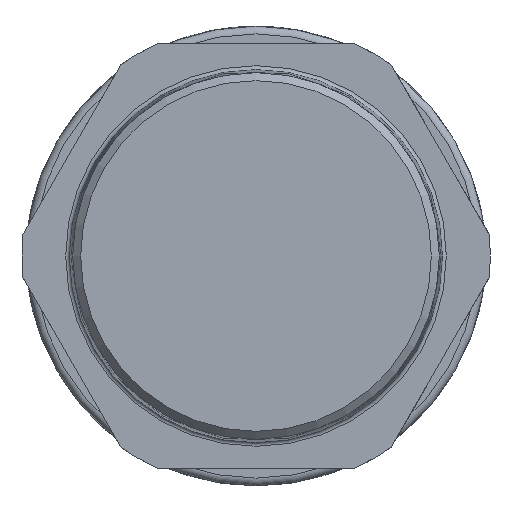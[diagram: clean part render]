
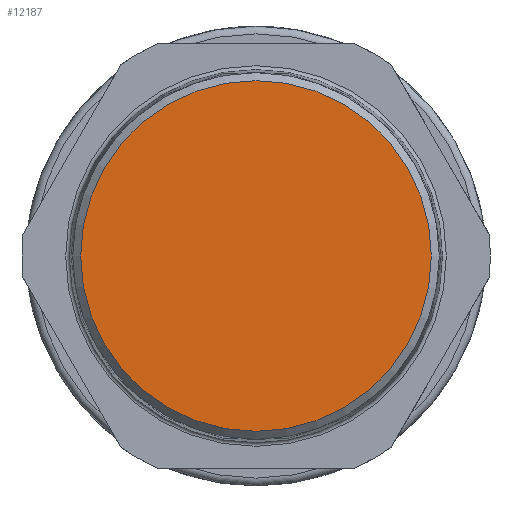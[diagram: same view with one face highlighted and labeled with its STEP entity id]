
A CAD part, left-side view. The second image highlights one B-rep face of the part: STEP entity #12187.
In plain terms, the highlighted planar face has unit normal (-1, 0, 0).
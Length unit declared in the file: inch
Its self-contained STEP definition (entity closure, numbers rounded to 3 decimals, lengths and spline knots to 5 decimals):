
#1584=PLANE('',#13291);
#1976=FACE_OUTER_BOUND('',#2639,.T.);
#2639=EDGE_LOOP('',(#9157));
#3378=CIRCLE('',#13292,0.89352);
#4784=VERTEX_POINT('',#21371);
#6338=EDGE_CURVE('',#4784,#4784,#3378,.T.);
#9157=ORIENTED_EDGE('',*,*,#6338,.F.);
#12187=ADVANCED_FACE('',(#1976),#1584,.T.);
#13291=AXIS2_PLACEMENT_3D('',#21370,#15753,#15754);
#13292=AXIS2_PLACEMENT_3D('',#21372,#15755,#15756);
#15753=DIRECTION('center_axis',(-1.,0.,0.));
#15754=DIRECTION('ref_axis',(0.,0.,
-1.));
#15755=DIRECTION('center_axis',(1.,0.,0.));
#15756=DIRECTION('ref_axis',(0.,1.,0.));
#21370=CARTESIAN_POINT('Origin',(-2.1563,-0.93289,0.));
#21371=CARTESIAN_POINT('',(-2.1563,-0.89352,0.));
#21372=CARTESIAN_POINT('Origin',(-2.1563,0.,
0.));
